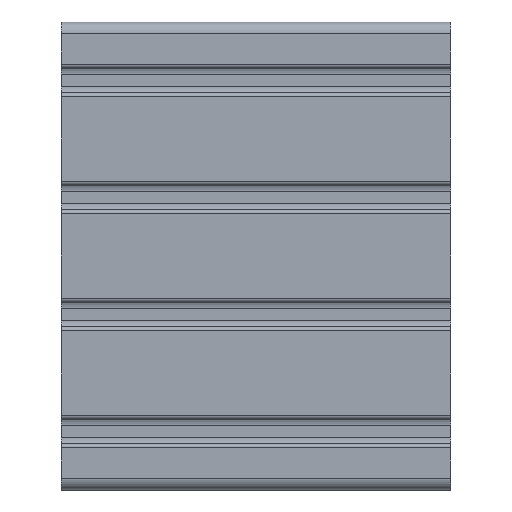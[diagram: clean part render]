
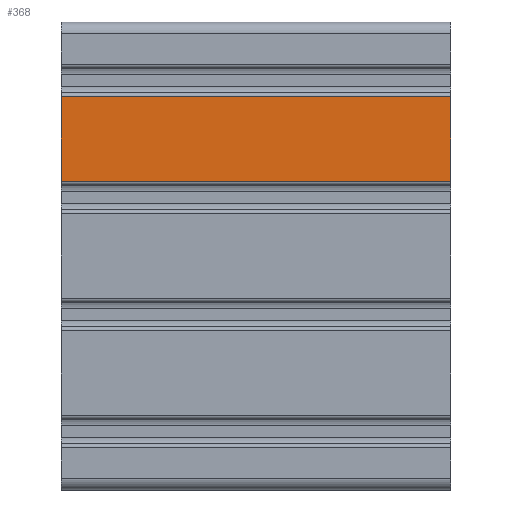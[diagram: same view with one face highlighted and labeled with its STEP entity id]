
A CAD part, left-side view. The second image highlights one B-rep face of the part: STEP entity #368.
In plain terms, the highlighted planar face has unit normal (-1, 0, 0).
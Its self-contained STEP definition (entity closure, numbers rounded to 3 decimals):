
#368 = ADVANCED_FACE( '', ( #887 ), #888, .F. );
#887 = FACE_OUTER_BOUND( '', #1542, .T. );
#888 = PLANE( '', #1543 );
#1542 = EDGE_LOOP( '', ( #2917, #2918, #2919, #2920 ) );
#1543 = AXIS2_PLACEMENT_3D( '', #2921, #2922, #2923 );
#2917 = ORIENTED_EDGE( '', *, *, #4228, .T. );
#2918 = ORIENTED_EDGE( '', *, *, #4599, .F. );
#2919 = ORIENTED_EDGE( '', *, *, #4555, .F. );
#2920 = ORIENTED_EDGE( '', *, *, #4646, .T. );
#2921 = CARTESIAN_POINT( '', ( -15., 100., 19.175 ) );
#2922 = DIRECTION( '', ( 1., 0., 0. ) );
#2923 = DIRECTION( '', ( 0., 0., -1. ) );
#4228 = EDGE_CURVE( '', #5193, #5191, #5194, .T. );
#4555 = EDGE_CURVE( '', #5783, #5785, #5786, .T. );
#4599 = EDGE_CURVE( '', #5785, #5191, #5845, .T. );
#4646 = EDGE_CURVE( '', #5783, #5193, #5892, .T. );
#5191 = VERTEX_POINT( '', #6535 );
#5193 = VERTEX_POINT( '', #6537 );
#5194 = LINE( '', #6538, #6539 );
#5783 = VERTEX_POINT( '', #7289 );
#5785 = VERTEX_POINT( '', #7291 );
#5786 = LINE( '', #7292, #7293 );
#5845 = LINE( '', #7376, #7377 );
#5892 = LINE( '', #7450, #7451 );
#6535 = CARTESIAN_POINT( '', ( -15., 0., 40.825 ) );
#6537 = CARTESIAN_POINT( '', ( -15., 0., 19.175 ) );
#6538 = CARTESIAN_POINT( '', ( -15., 0., 19.175 ) );
#6539 = VECTOR( '', #8029, 1000. );
#7289 = CARTESIAN_POINT( '', ( -15., 100., 19.175 ) );
#7291 = CARTESIAN_POINT( '', ( -15., 100., 40.825 ) );
#7292 = CARTESIAN_POINT( '', ( -15., 100., 19.175 ) );
#7293 = VECTOR( '', #8653, 1000. );
#7376 = CARTESIAN_POINT( '', ( -15., 100., 40.825 ) );
#7377 = VECTOR( '', #8705, 1000. );
#7450 = CARTESIAN_POINT( '', ( -15., 100., 19.175 ) );
#7451 = VECTOR( '', #8732, 1000. );
#8029 = DIRECTION( '', ( 0., 0., 1. ) );
#8653 = DIRECTION( '', ( 0., 0., 1. ) );
#8705 = DIRECTION( '', ( 0., -1., 0. ) );
#8732 = DIRECTION( '', ( 0., -1., 0. ) );
